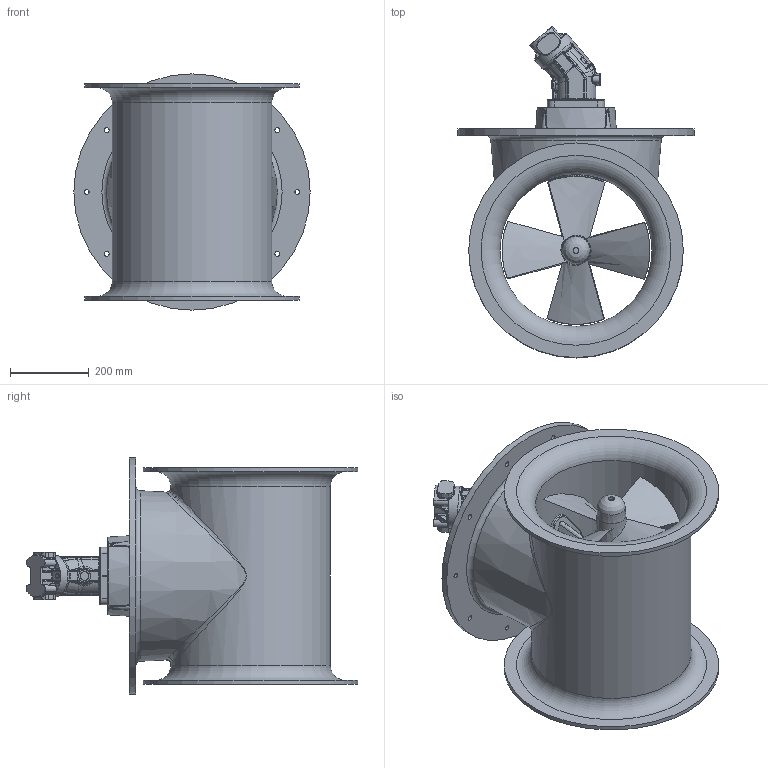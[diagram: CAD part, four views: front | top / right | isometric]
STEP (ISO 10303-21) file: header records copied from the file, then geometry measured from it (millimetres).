
FILE_DESCRIPTION(/* description */ (''),/* implementation_level */ '2;1');
FILE_NAME(/* name */ 'SH420-386TC-BA32.stp',/* time_stamp */ '2016-02-11T13:31:33+01:00',/* author */ ('elvira'),/* organization */ (''),/* preprocessor_version */ 'ST-DEVELOPER v16.1',/* originating_system */ 'Autodesk Inventor 2016',/* authorisation */ '');
FILE_SCHEMA (('AUTOMOTIVE_DESIGN { 1 0 10303 214 3 1 1 }'));
Products named in the file (1): SM-119489
Bounding box: 600 x 842.37 x 600 mm (x, y, z)
Volume: 28644202.8 mm3; surface area: 3234966 mm2
Topology: 2 solids, 2 shells, 829 faces, 1926 edges, 1130 vertices
Faces by surface type: bspline 428, cylinder 193, plane 121, torus 51, cone 24, sphere 12
Full cylindrical faces by diameter (mm): 12.5 x10, 13 x2, 15 x2, 18 x2, 19 x1, 22.2 x1, 31 x1, 70 x2, 80 x1, 85 x1, 104 x3, 106 x1, 386 x1, 405 x1, 545 x2, 600 x1
Entity records: 56159 total; most frequent: CARTESIAN_POINT 39464, ORIENTED_EDGE 3702, DIRECTION 2631, EDGE_CURVE 1851, AXIS2_PLACEMENT_3D 1145, VERTEX_POINT 1112, EDGE_LOOP 945, FACE_OUTER_BOUND 829
